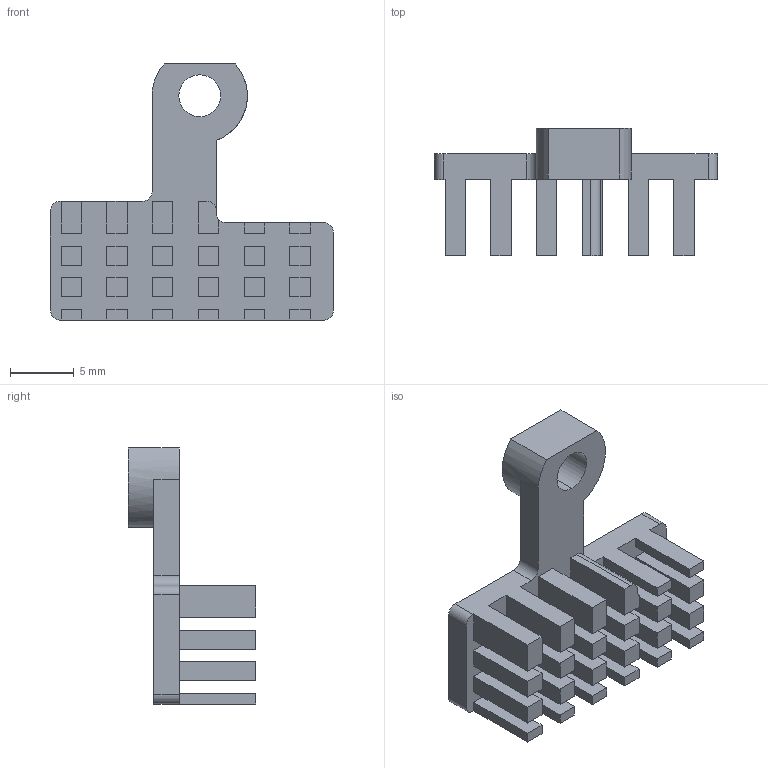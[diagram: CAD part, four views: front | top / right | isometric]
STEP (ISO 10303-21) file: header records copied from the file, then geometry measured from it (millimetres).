
FILE_DESCRIPTION (( 'STEP AP203' ), '1' );
FILE_NAME ('JXHMP4602-12022-a 喷头板散热片.STEP', '2025-02-05T09:16:19', ( 'Windows User' ), ( 'P R C' ), 'SwSTEP 2.0', 'SolidWorks 2020', '' );
FILE_SCHEMA (( 'CONFIG_CONTROL_DESIGN' ));
Length unit declared in the file: millimetre
Products named in the file (1): JXHMP4602-12022-a 喷头板散热片
Bounding box: 22.28 x 10 x 20.15 mm (x, y, z)
Volume: 890.5 mm3; surface area: 1629.4 mm2
Topology: 1 solids, 1 shells, 132 faces, 351 edges, 234 vertices
Faces by surface type: plane 121, cylinder 11
Entity records: 4121 total; most frequent: CARTESIAN_POINT 718, ORIENTED_EDGE 702, DIRECTION 642, EDGE_CURVE 351, LINE 326, VECTOR 326, VERTEX_POINT 234, AXIS2_PLACEMENT_3D 158
